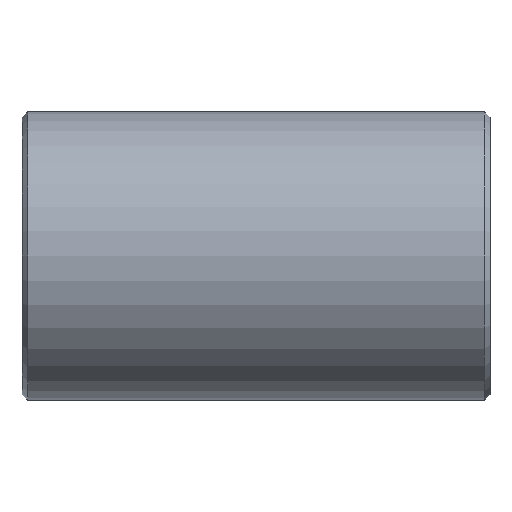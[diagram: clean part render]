
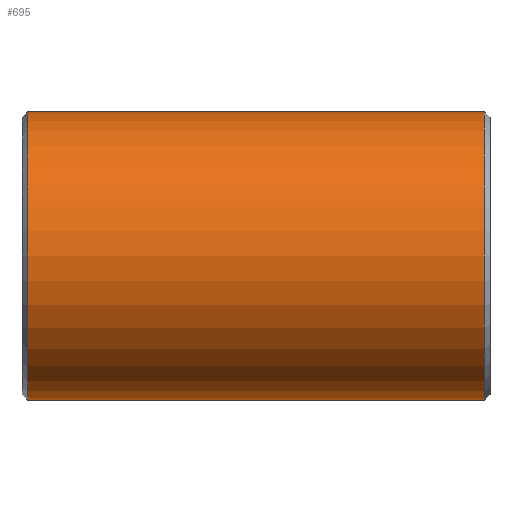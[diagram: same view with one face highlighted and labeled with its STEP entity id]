
A CAD part, front view. The second image highlights one B-rep face of the part: STEP entity #695.
In plain terms, the highlighted cylindrical face has radius 109.537 mm (diameter 219.075 mm), a partial arc.
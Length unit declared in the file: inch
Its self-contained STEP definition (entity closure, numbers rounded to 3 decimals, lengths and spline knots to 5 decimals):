
#8 = VERTEX_POINT ( 'NONE', #705 ) ;
#68 = ORIENTED_EDGE ( 'NONE', *, *, #765, .F. ) ;
#116 = CARTESIAN_POINT ( 'NONE',  ( -6.83333, 0., 0. ) ) ;
#127 = EDGE_CURVE ( 'NONE', #8, #208, #242, .T. ) ;
#140 = CARTESIAN_POINT ( 'NONE',  ( -6.83333, 0., 4.3125 ) ) ;
#141 = CIRCLE ( 'NONE', #650, 4.3125 ) ;
#148 = LINE ( 'NONE', #463, #437 ) ;
#192 = VERTEX_POINT ( 'NONE', #374 ) ;
#208 = VERTEX_POINT ( 'NONE', #140 ) ;
#219 = CYLINDRICAL_SURFACE ( 'NONE', #667, 4.3125 ) ;
#242 = LINE ( 'NONE', #749, #446 ) ;
#323 = ORIENTED_EDGE ( 'NONE', *, *, #127, .T. ) ;
#347 = DIRECTION ( 'NONE',  ( -1., 0., 0. ) ) ;
#363 = DIRECTION ( 'NONE',  ( -1., 0., 0. ) ) ;
#374 = CARTESIAN_POINT ( 'NONE',  ( 6.83333, 0., -4.3125 ) ) ;
#382 = ORIENTED_EDGE ( 'NONE', *, *, #663, .T. ) ;
#418 = DIRECTION ( 'NONE',  ( -1., 0., 0. ) ) ;
#437 = VECTOR ( 'NONE', #418, 39.37008 ) ;
#446 = VECTOR ( 'NONE', #363, 39.37008 ) ;
#455 = DIRECTION ( 'NONE',  ( 1., 0., 0. ) ) ;
#458 = CARTESIAN_POINT ( 'NONE',  ( 7., 0., 0. ) ) ;
#463 = CARTESIAN_POINT ( 'NONE',  ( 7., 0., -4.3125 ) ) ;
#465 = EDGE_LOOP ( 'NONE', ( #68, #382, #323, #582 ) ) ;
#523 = CARTESIAN_POINT ( 'NONE',  ( 6.83333, 0., 0. ) ) ;
#529 = DIRECTION ( 'NONE',  ( 0., 0., 1. ) ) ;
#552 = EDGE_CURVE ( 'NONE', #208, #651, #141, .T. ) ;
#582 = ORIENTED_EDGE ( 'NONE', *, *, #552, .T. ) ;
#627 = CIRCLE ( 'NONE', #739, 4.3125 ) ;
#647 = CARTESIAN_POINT ( 'NONE',  ( -6.83333, 0., -4.3125 ) ) ;
#650 = AXIS2_PLACEMENT_3D ( 'NONE', #116, #455, #693 ) ;
#651 = VERTEX_POINT ( 'NONE', #647 ) ;
#663 = EDGE_CURVE ( 'NONE', #192, #8, #627, .T. ) ;
#664 = DIRECTION ( 'NONE',  ( 0., 0., -1. ) ) ;
#667 = AXIS2_PLACEMENT_3D ( 'NONE', #458, #785, #529 ) ;
#693 = DIRECTION ( 'NONE',  ( 0., 0., 1. ) ) ;
#695 = ADVANCED_FACE ( 'NONE', ( #718 ), #219, .T. ) ;
#705 = CARTESIAN_POINT ( 'NONE',  ( 6.83333, 0., 4.3125 ) ) ;
#718 = FACE_OUTER_BOUND ( 'NONE', #465, .T. ) ;
#739 = AXIS2_PLACEMENT_3D ( 'NONE', #523, #347, #664 ) ;
#749 = CARTESIAN_POINT ( 'NONE',  ( 7., 0., 4.3125 ) ) ;
#765 = EDGE_CURVE ( 'NONE', #192, #651, #148, .T. ) ;
#785 = DIRECTION ( 'NONE',  ( -1., 0., 0. ) ) ;
